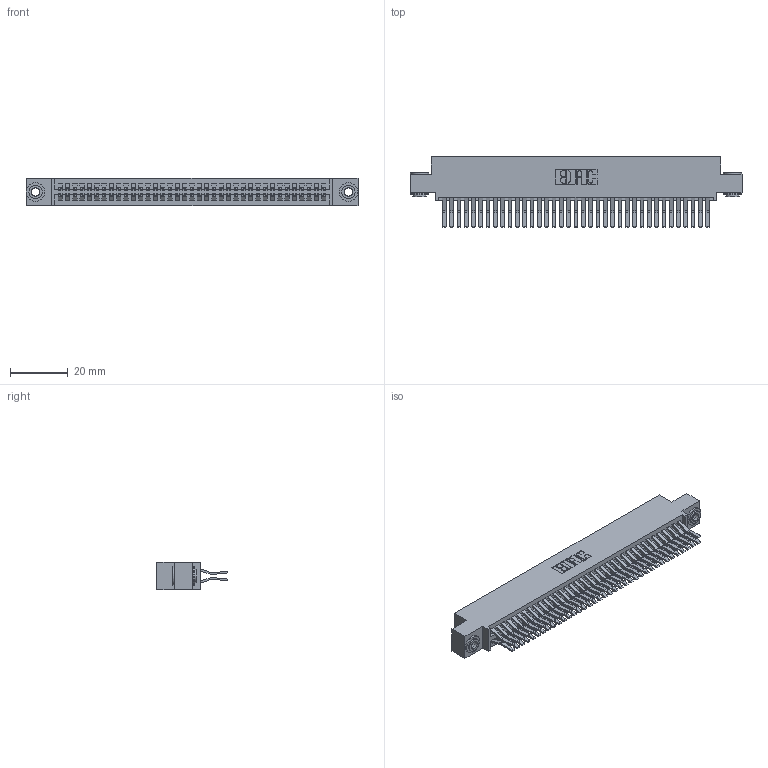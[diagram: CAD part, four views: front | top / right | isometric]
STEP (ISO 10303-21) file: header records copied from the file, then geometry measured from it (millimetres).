
FILE_DESCRIPTION (( 'STEP AP203' ), '1' );
FILE_NAME ('395-074-560-503.STEP', '2018-11-27T20:15:42', ( '' ), ( '' ), 'SwSTEP 2.0', 'SolidWorks 2016', '' );
FILE_SCHEMA (( 'CONFIG_CONTROL_DESIGN' ));
Length unit declared in the file: inch
Products named in the file (4): 345 Part_0.110 Offset - 0.156 Dia-TH; 345-250-002_345-250-002-102; 345-292-001_560 Tail; 395-074-560-503
Assembly tree (77 placements, depth 2):
  395-074-560-503
    345 Part_0.110 Offset - 0.156 Dia-TH
    345-292-001_560 Tail  x74
    345-250-002_345-250-002-102  x2
Bounding box: 115.19 x 24.45 x 9.4 mm (x, y, z)
Volume: 11574.2 mm3; surface area: 18557 mm2
Topology: 77 solids, 77 shells, 4016 faces, 11899 edges, 7830 vertices
Faces by surface type: plane 2536, cylinder 1472, cone 8
Entity records: 30574 total; most frequent: CARTESIAN_POINT 5107, ORIENTED_EDGE 5034, DIRECTION 4543, EDGE_CURVE 2517, LINE 2209, VECTOR 2209, VERTEX_POINT 1674, AXIS2_PLACEMENT_3D 1167
